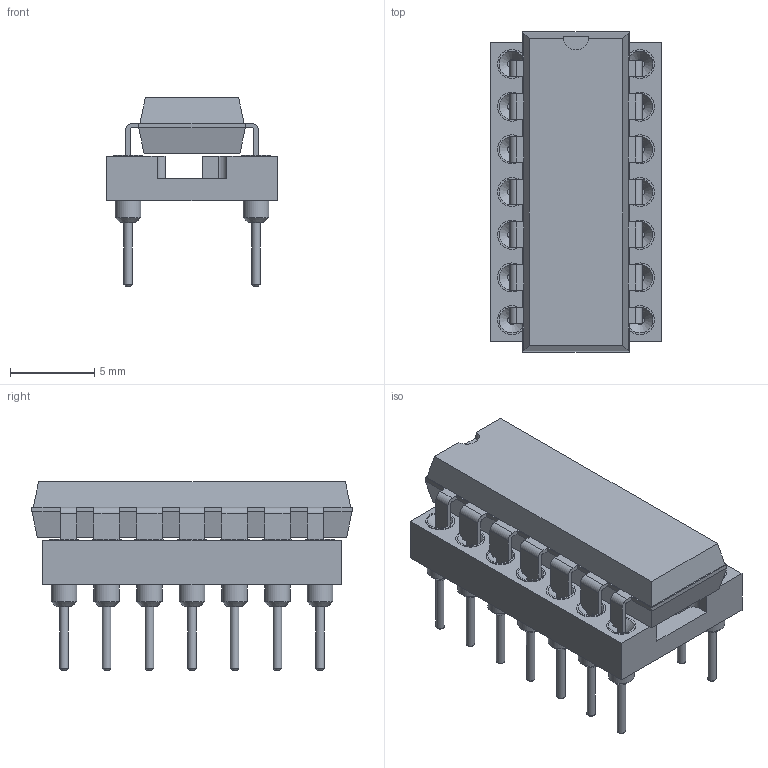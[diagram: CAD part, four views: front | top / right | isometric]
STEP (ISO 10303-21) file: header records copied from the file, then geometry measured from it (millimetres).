
FILE_DESCRIPTION(('FreeCAD Model'),'2;1');
FILE_NAME('DIP-14_W7.62mm_sp.step', '2018-12-31T14:35:34',('kicad StepUp'),('ksu MCAD'), 'Open CASCADE STEP processor 7.2','FreeCAD','Unknown');
FILE_SCHEMA(('AUTOMOTIVE_DESIGN { 1 0 10303 214 1 1 1 1 }'));
Length unit declared in the file: millimetre
Products named in the file (1): DIP-14_W7.62mm_sp
Bounding box: 10.16 x 19.05 x 11.21 mm (x, y, z)
Volume: 738.6 mm3; surface area: 1251.3 mm2
Topology: 1 solids, 1 shells, 513 faces, 1478 edges, 961 vertices
Faces by surface type: plane 292, cylinder 153, cone 42, bspline 26
Full cylindrical faces by diameter (mm): 0.508 x14, 1.524 x14, 1.724 x14
Entity records: 20978 total; most frequent: CARTESIAN_POINT 3347, DIRECTION 3007, ORIENTED_EDGE 2956, EDGE_CURVE 1478, AXIS2_PLACEMENT_3D 1060, VERTEX_POINT 961, LINE 887, VECTOR 887
